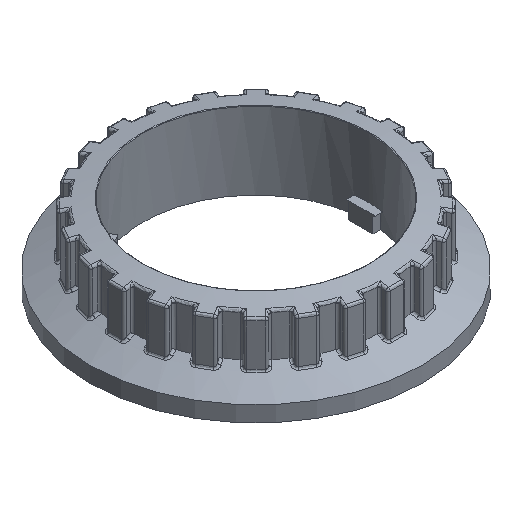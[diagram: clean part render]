
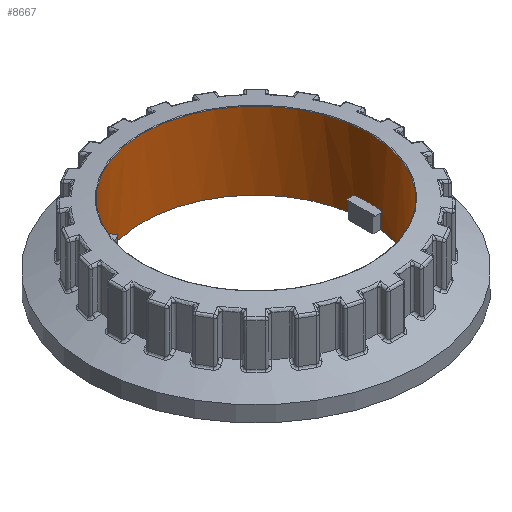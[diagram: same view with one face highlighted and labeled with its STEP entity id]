
A CAD part, isometric view. The second image highlights one B-rep face of the part: STEP entity #8667.
In plain terms, the highlighted cylindrical face has radius 23.85 mm (diameter 47.7 mm), a full revolution.
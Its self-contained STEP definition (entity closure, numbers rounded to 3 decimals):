
#16=ELLIPSE('',#9384,33.729,23.85);
#17=ELLIPSE('',#9387,33.729,23.85);
#18=ELLIPSE('',#9389,33.729,23.85);
#19=ELLIPSE('',#9391,33.729,23.85);
#20=ELLIPSE('',#9393,33.729,23.85);
#21=ELLIPSE('',#9395,33.729,23.85);
#381=LINE('',#23233,#619);
#382=LINE('',#23238,#620);
#383=LINE('',#23244,#621);
#384=LINE('',#23248,#622);
#385=LINE('',#23256,#623);
#386=LINE('',#23260,#624);
#387=LINE('',#23267,#625);
#619=VECTOR('',#10977,10.);
#620=VECTOR('',#10982,23.);
#621=VECTOR('',#10987,10.);
#622=VECTOR('',#10990,10.);
#623=VECTOR('',#10997,10.);
#624=VECTOR('',#11000,10.);
#625=VECTOR('',#11007,10.);
#784=CYLINDRICAL_SURFACE('',#9382,23.85);
#1340=FACE_OUTER_BOUND('',#1916,.T.);
#1916=EDGE_LOOP('',(#7556,#7557,#7558,#7559,#7560,#7561,#7562,#7563,#7564,
#7565,#7566,#7567,#7568,#7569,#7570,#7571,#7572,#7573,#7574,#7575,#7576,
#7577,#7578));
#3023=CIRCLE('',#9379,23.85);
#3025=CIRCLE('',#9381,23.85);
#3026=CIRCLE('',#9383,23.85);
#3027=CIRCLE('',#9385,23.85);
#3028=CIRCLE('',#9386,23.85);
#3029=CIRCLE('',#9388,23.85);
#3030=CIRCLE('',#9390,23.85);
#3031=CIRCLE('',#9392,23.85);
#3032=CIRCLE('',#9394,23.85);
#3760=VERTEX_POINT('',#23223);
#3761=VERTEX_POINT('',#23224);
#3762=VERTEX_POINT('',#23229);
#3763=VERTEX_POINT('',#23230);
#3764=VERTEX_POINT('',#23232);
#3765=VERTEX_POINT('',#23234);
#3766=VERTEX_POINT('',#23236);
#3767=VERTEX_POINT('',#23239);
#3768=VERTEX_POINT('',#23241);
#3769=VERTEX_POINT('',#23243);
#3770=VERTEX_POINT('',#23245);
#3771=VERTEX_POINT('',#23247);
#3772=VERTEX_POINT('',#23249);
#3773=VERTEX_POINT('',#23251);
#3774=VERTEX_POINT('',#23253);
#3775=VERTEX_POINT('',#23255);
#3776=VERTEX_POINT('',#23257);
#3777=VERTEX_POINT('',#23259);
#3778=VERTEX_POINT('',#23261);
#3779=VERTEX_POINT('',#23263);
#3780=VERTEX_POINT('',#23265);
#5079=EDGE_CURVE('',#3760,#3761,#3023,.T.);
#5081=EDGE_CURVE('',#3761,#3760,#3025,.T.);
#5082=EDGE_CURVE('',#3762,#3763,#3026,.T.);
#5083=EDGE_CURVE('',#3763,#3764,#381,.F.);
#5084=EDGE_CURVE('',#3764,#3765,#16,.F.);
#5085=EDGE_CURVE('',#3766,#3765,#3027,.T.);
#5086=EDGE_CURVE('',#3766,#3760,#382,.T.);
#5087=EDGE_CURVE('',#3767,#3766,#3028,.T.);
#5088=EDGE_CURVE('',#3767,#3768,#17,.F.);
#5089=EDGE_CURVE('',#3768,#3769,#383,.F.);
#5090=EDGE_CURVE('',#3769,#3770,#3029,.T.);
#5091=EDGE_CURVE('',#3770,#3771,#384,.F.);
#5092=EDGE_CURVE('',#3771,#3772,#18,.F.);
#5093=EDGE_CURVE('',#3773,#3772,#3030,.T.);
#5094=EDGE_CURVE('',#3773,#3774,#19,.F.);
#5095=EDGE_CURVE('',#3774,#3775,#385,.F.);
#5096=EDGE_CURVE('',#3775,#3776,#3031,.T.);
#5097=EDGE_CURVE('',#3776,#3777,#386,.F.);
#5098=EDGE_CURVE('',#3777,#3778,#20,.F.);
#5099=EDGE_CURVE('',#3779,#3778,#3032,.T.);
#5100=EDGE_CURVE('',#3779,#3780,#21,.F.);
#5101=EDGE_CURVE('',#3780,#3762,#387,.F.);
#7556=ORIENTED_EDGE('',*,*,#5082,.T.);
#7557=ORIENTED_EDGE('',*,*,#5083,.T.);
#7558=ORIENTED_EDGE('',*,*,#5084,.T.);
#7559=ORIENTED_EDGE('',*,*,#5085,.F.);
#7560=ORIENTED_EDGE('',*,*,#5086,.T.);
#7561=ORIENTED_EDGE('',*,*,#5081,.F.);
#7562=ORIENTED_EDGE('',*,*,#5079,.F.);
#7563=ORIENTED_EDGE('',*,*,#5086,.F.);
#7564=ORIENTED_EDGE('',*,*,#5087,.F.);
#7565=ORIENTED_EDGE('',*,*,#5088,.T.);
#7566=ORIENTED_EDGE('',*,*,#5089,.T.);
#7567=ORIENTED_EDGE('',*,*,#5090,.T.);
#7568=ORIENTED_EDGE('',*,*,#5091,.T.);
#7569=ORIENTED_EDGE('',*,*,#5092,.T.);
#7570=ORIENTED_EDGE('',*,*,#5093,.F.);
#7571=ORIENTED_EDGE('',*,*,#5094,.T.);
#7572=ORIENTED_EDGE('',*,*,#5095,.T.);
#7573=ORIENTED_EDGE('',*,*,#5096,.T.);
#7574=ORIENTED_EDGE('',*,*,#5097,.T.);
#7575=ORIENTED_EDGE('',*,*,#5098,.T.);
#7576=ORIENTED_EDGE('',*,*,#5099,.F.);
#7577=ORIENTED_EDGE('',*,*,#5100,.T.);
#7578=ORIENTED_EDGE('',*,*,#5101,.T.);
#8667=ADVANCED_FACE('',(#1340),#784,.F.);
#9379=AXIS2_PLACEMENT_3D('',#23225,#10967,#10968);
#9381=AXIS2_PLACEMENT_3D('',#23227,#10971,#10972);
#9382=AXIS2_PLACEMENT_3D('',#23228,#10973,#10974);
#9383=AXIS2_PLACEMENT_3D('',#23231,#10975,#10976);
#9384=AXIS2_PLACEMENT_3D('',#23235,#10978,#10979);
#9385=AXIS2_PLACEMENT_3D('',#23237,#10980,#10981);
#9386=AXIS2_PLACEMENT_3D('',#23240,#10983,#10984);
#9387=AXIS2_PLACEMENT_3D('',#23242,#10985,#10986);
#9388=AXIS2_PLACEMENT_3D('',#23246,#10988,#10989);
#9389=AXIS2_PLACEMENT_3D('',#23250,#10991,#10992);
#9390=AXIS2_PLACEMENT_3D('',#23252,#10993,#10994);
#9391=AXIS2_PLACEMENT_3D('',#23254,#10995,#10996);
#9392=AXIS2_PLACEMENT_3D('',#23258,#10998,#10999);
#9393=AXIS2_PLACEMENT_3D('',#23262,#11001,#11002);
#9394=AXIS2_PLACEMENT_3D('',#23264,#11003,#11004);
#9395=AXIS2_PLACEMENT_3D('',#23266,#11005,#11006);
#10967=DIRECTION('center_axis',(0.,0.,-1.));
#10968=DIRECTION('ref_axis',(-1.,0.,0.));
#10971=DIRECTION('center_axis',(0.,0.,-1.));
#10972=DIRECTION('ref_axis',(-1.,0.,0.));
#10973=DIRECTION('center_axis',(0.,0.,-1.));
#10974=DIRECTION('ref_axis',(-1.,0.,0.));
#10975=DIRECTION('center_axis',(0.,0.,
-1.));
#10976=DIRECTION('ref_axis',(-1.,0.,0.));
#10977=DIRECTION('',(0.,0.,-1.));
#10978=DIRECTION('center_axis',(0.,0.707,-0.707));
#10979=DIRECTION('ref_axis',(0.,0.707,0.707));
#10980=DIRECTION('center_axis',(0.,0.,
1.));
#10981=DIRECTION('ref_axis',(-1.,0.,0.));
#10982=DIRECTION('',(0.,0.,1.));
#10983=DIRECTION('center_axis',(0.,0.,
1.));
#10984=DIRECTION('ref_axis',(-1.,0.,0.));
#10985=DIRECTION('center_axis',(0.,-0.707,-0.707));
#10986=DIRECTION('ref_axis',(0.,0.707,-0.707));
#10987=DIRECTION('',(0.,0.,1.));
#10988=DIRECTION('center_axis',(0.,0.,
-1.));
#10989=DIRECTION('ref_axis',(-1.,0.,0.));
#10990=DIRECTION('',(0.,0.,-1.));
#10991=DIRECTION('center_axis',(0.612,-0.354,-0.707));
#10992=DIRECTION('ref_axis',(-0.612,0.354,-0.707));
#10993=DIRECTION('center_axis',(0.,0.,
1.));
#10994=DIRECTION('ref_axis',(-1.,0.,0.));
#10995=DIRECTION('center_axis',(-0.612,0.354,-0.707));
#10996=DIRECTION('ref_axis',(-0.612,0.354,0.707));
#10997=DIRECTION('',(0.,0.,1.));
#10998=DIRECTION('center_axis',(0.,0.,
-1.));
#10999=DIRECTION('ref_axis',(-1.,0.,0.));
#11000=DIRECTION('',(0.,0.,-1.));
#11001=DIRECTION('center_axis',(-0.612,-0.354,-0.707));
#11002=DIRECTION('ref_axis',(-0.612,-0.354,0.707));
#11003=DIRECTION('center_axis',(0.,0.,
1.));
#11004=DIRECTION('ref_axis',(-1.,0.,0.));
#11005=DIRECTION('center_axis',(0.612,0.354,-0.707));
#11006=DIRECTION('ref_axis',(-0.612,-0.354,-0.707));
#11007=DIRECTION('',(0.,0.,1.));
#23223=CARTESIAN_POINT('',(23.85,0.,29.864));
#23224=CARTESIAN_POINT('',(-23.85,0.,29.864));
#23225=CARTESIAN_POINT('Origin',(0.,0.,
29.864));
#23227=CARTESIAN_POINT('Origin',(0.,0.,
29.864));
#23228=CARTESIAN_POINT('Origin',(0.,0.,
17.13));
#23229=CARTESIAN_POINT('',(-9.648,21.811,13.636));
#23230=CARTESIAN_POINT('',(23.713,2.55,13.636));
#23231=CARTESIAN_POINT('Origin',(0.,0.,
13.636));
#23232=CARTESIAN_POINT('',(23.713,2.55,16.651));
#23233=CARTESIAN_POINT('',(23.713,2.55,17.13));
#23234=CARTESIAN_POINT('',(23.657,3.029,17.13));
#23235=CARTESIAN_POINT('Origin',(0.,0.,
14.101));
#23236=CARTESIAN_POINT('',(23.85,0.,17.13));
#23237=CARTESIAN_POINT('Origin',(0.,0.,
17.13));
#23238=CARTESIAN_POINT('',(23.85,0.,17.13));
#23239=CARTESIAN_POINT('',(23.657,-3.029,17.13));
#23240=CARTESIAN_POINT('Origin',(0.,0.,
17.13));
#23241=CARTESIAN_POINT('',(23.713,-2.55,16.651));
#23242=CARTESIAN_POINT('Origin',(0.,0.,
14.101));
#23243=CARTESIAN_POINT('',(23.713,-2.55,13.636));
#23244=CARTESIAN_POINT('',(23.713,-2.55,17.13));
#23245=CARTESIAN_POINT('',(-9.648,-21.811,13.636));
#23246=CARTESIAN_POINT('Origin',(0.,0.,
13.636));
#23247=CARTESIAN_POINT('',(-9.648,-21.811,16.651));
#23248=CARTESIAN_POINT('',(-9.648,-21.811,17.13));
#23249=CARTESIAN_POINT('',(-9.205,-22.002,17.13));
#23250=CARTESIAN_POINT('Origin',(0.,0.,
14.101));
#23251=CARTESIAN_POINT('',(-14.452,-18.973,17.13));
#23252=CARTESIAN_POINT('Origin',(0.,0.,
17.13));
#23253=CARTESIAN_POINT('',(-14.065,-19.261,16.651));
#23254=CARTESIAN_POINT('Origin',(0.,0.,
14.101));
#23255=CARTESIAN_POINT('',(-14.065,-19.261,13.636));
#23256=CARTESIAN_POINT('',(-14.065,-19.261,17.13));
#23257=CARTESIAN_POINT('',(-14.065,19.261,13.636));
#23258=CARTESIAN_POINT('Origin',(0.,0.,
13.636));
#23259=CARTESIAN_POINT('',(-14.065,19.261,16.651));
#23260=CARTESIAN_POINT('',(-14.065,19.261,17.13));
#23261=CARTESIAN_POINT('',(-14.452,18.973,17.13));
#23262=CARTESIAN_POINT('Origin',(0.,0.,
14.101));
#23263=CARTESIAN_POINT('',(-9.205,22.002,17.13));
#23264=CARTESIAN_POINT('Origin',(0.,0.,
17.13));
#23265=CARTESIAN_POINT('',(-9.648,21.811,16.651));
#23266=CARTESIAN_POINT('Origin',(0.,0.,
14.101));
#23267=CARTESIAN_POINT('',(-9.648,21.811,17.13));
